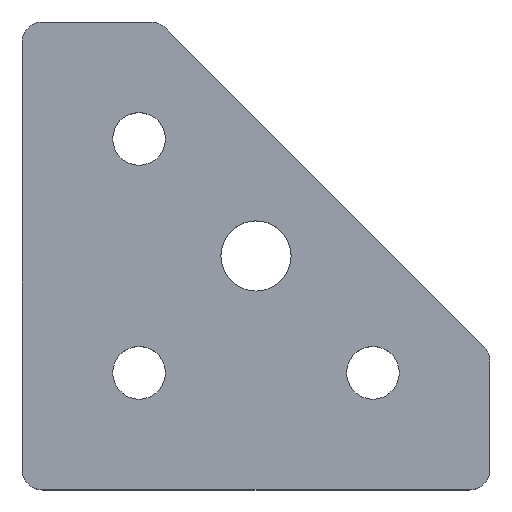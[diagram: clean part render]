
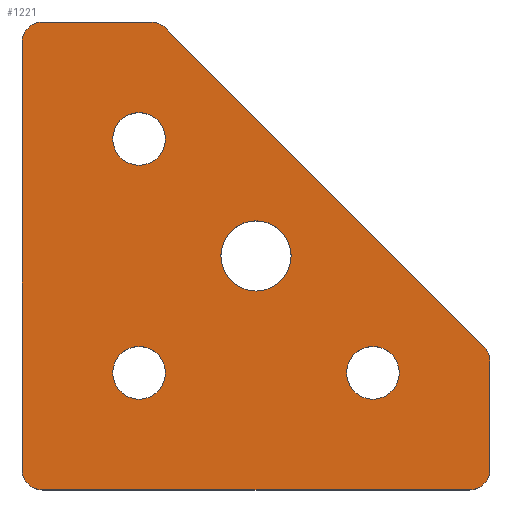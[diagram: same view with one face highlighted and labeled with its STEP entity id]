
A CAD part, top view. The second image highlights one B-rep face of the part: STEP entity #1221.
In plain terms, the highlighted planar face has unit normal (0, 0, 1).
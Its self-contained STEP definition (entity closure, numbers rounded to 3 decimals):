
#132=CARTESIAN_POINT('',(20.,-24.5,70.0));
#133=VERTEX_POINT('',#132);
#149=CARTESIAN_POINT('',(20.,-15.5,70.0));
#150=VERTEX_POINT('',#149);
#157=CARTESIAN_POINT('',(20.,-20.0,70.0));
#158=DIRECTION('',(0.0,0.0,-1.0));
#159=DIRECTION('',(0.0,-1.0,0.0));
#160=AXIS2_PLACEMENT_3D('',#157,#158,#159);
#161=CIRCLE('',#160,4.5);
#162=EDGE_CURVE('',#133,#150,#161,.T.);
#216=CARTESIAN_POINT('',(-20.0,-24.5,70.0));
#217=VERTEX_POINT('',#216);
#233=CARTESIAN_POINT('',(-20.,-15.5,70.0));
#234=VERTEX_POINT('',#233);
#241=CARTESIAN_POINT('',(-20.0,-20.,70.0));
#242=DIRECTION('',(0.0,0.0,-1.0));
#243=DIRECTION('',(0.0,-1.0,0.0));
#244=AXIS2_PLACEMENT_3D('',#241,#242,#243);
#245=CIRCLE('',#244,4.5);
#246=EDGE_CURVE('',#217,#234,#245,.T.);
#300=CARTESIAN_POINT('',(-20.,15.5,70.0));
#301=VERTEX_POINT('',#300);
#317=CARTESIAN_POINT('',(-20.,24.5,70.0));
#318=VERTEX_POINT('',#317);
#325=CARTESIAN_POINT('',(-20.,20.0,70.0));
#326=DIRECTION('',(0.0,0.0,-1.0));
#327=DIRECTION('',(0.0,-1.0,0.0));
#328=AXIS2_PLACEMENT_3D('',#325,#326,#327);
#329=CIRCLE('',#328,4.5);
#330=EDGE_CURVE('',#301,#318,#329,.T.);
#384=CARTESIAN_POINT('',(0.,-6.,70.0));
#385=VERTEX_POINT('',#384);
#401=CARTESIAN_POINT('',(0.,6.,70.0));
#402=VERTEX_POINT('',#401);
#409=CARTESIAN_POINT('',(0.0,0.0,70.0));
#410=DIRECTION('',(0.0,0.0,-1.0));
#411=DIRECTION('',(0.0,-1.0,0.0));
#412=AXIS2_PLACEMENT_3D('',#409,#410,#411);
#413=CIRCLE('',#412,6.);
#414=EDGE_CURVE('',#385,#402,#413,.T.);
#599=CARTESIAN_POINT('',(38.975,-15.499,70.0));
#600=VERTEX_POINT('',#599);
#601=CARTESIAN_POINT('',(40.,-17.974,70.0));
#602=VERTEX_POINT('',#601);
#603=CARTESIAN_POINT('',(36.5,-17.974,70.0));
#604=DIRECTION('',(0.,0.,-1.0));
#605=DIRECTION('',(0.924,0.383,0.));
#606=AXIS2_PLACEMENT_3D('',#603,#604,#605);
#607=CIRCLE('',#606,3.5);
#608=EDGE_CURVE('',#600,#602,#607,.T.);
#675=CARTESIAN_POINT('',(40.,-36.5,70.0));
#676=VERTEX_POINT('',#675);
#677=CARTESIAN_POINT('',(36.5,-40.0,70.0));
#678=VERTEX_POINT('',#677);
#679=CARTESIAN_POINT('',(36.5,-36.5,70.0));
#680=DIRECTION('',(0.,0.,-1.));
#681=DIRECTION('',(0.707,-0.707,0.));
#682=AXIS2_PLACEMENT_3D('',#679,#680,#681);
#683=CIRCLE('',#682,3.5);
#684=EDGE_CURVE('',#676,#678,#683,.T.);
#729=CARTESIAN_POINT('',(-17.974,40.,70.0));
#730=VERTEX_POINT('',#729);
#731=CARTESIAN_POINT('',(-15.499,38.975,70.0));
#732=VERTEX_POINT('',#731);
#733=CARTESIAN_POINT('',(-17.974,36.5,70.0));
#734=DIRECTION('',(0.,0.,-1.0));
#735=DIRECTION('',(0.383,0.924,0.));
#736=AXIS2_PLACEMENT_3D('',#733,#734,#735);
#737=CIRCLE('',#736,3.5);
#738=EDGE_CURVE('',#730,#732,#737,.T.);
#783=CARTESIAN_POINT('',(-36.5,-40.,70.0));
#784=VERTEX_POINT('',#783);
#785=CARTESIAN_POINT('',(-40.0,-36.5,70.0));
#786=VERTEX_POINT('',#785);
#787=CARTESIAN_POINT('',(-36.5,-36.5,70.0));
#788=DIRECTION('',(0.,0.,-1.));
#789=DIRECTION('',(-0.707,-0.707,0.));
#790=AXIS2_PLACEMENT_3D('',#787,#788,#789);
#791=CIRCLE('',#790,3.5);
#792=EDGE_CURVE('',#784,#786,#791,.T.);
#837=CARTESIAN_POINT('',(-40.,36.5,70.0));
#838=VERTEX_POINT('',#837);
#839=CARTESIAN_POINT('',(-36.5,40.0,70.0));
#840=VERTEX_POINT('',#839);
#841=CARTESIAN_POINT('',(-36.5,36.5,70.0));
#842=DIRECTION('',(0.,0.,-1.));
#843=DIRECTION('',(-0.707,0.707,0.));
#844=AXIS2_PLACEMENT_3D('',#841,#842,#843);
#845=CIRCLE('',#844,3.5);
#846=EDGE_CURVE('',#838,#840,#845,.T.);
#872=CARTESIAN_POINT('',(38.975,-15.499,70.0));
#873=DIRECTION('',(-0.707,0.707,0.0));
#874=VECTOR('',#873,77.038);
#875=LINE('',#872,#874);
#876=EDGE_CURVE('',#600,#732,#875,.T.);
#889=CARTESIAN_POINT('',(-17.974,40.,70.0));
#890=DIRECTION('',(-1.0,0.0,0.0));
#891=VECTOR('',#890,18.526);
#892=LINE('',#889,#891);
#893=EDGE_CURVE('',#730,#840,#892,.T.);
#906=CARTESIAN_POINT('',(-40.,36.5,70.0));
#907=DIRECTION('',(0.0,-1.0,0.0));
#908=VECTOR('',#907,73.0);
#909=LINE('',#906,#908);
#910=EDGE_CURVE('',#838,#786,#909,.T.);
#974=CARTESIAN_POINT('',(0.0,0.0,70.0));
#975=DIRECTION('',(0.0,0.0,-1.0));
#976=DIRECTION('',(0.0,-1.0,0.0));
#977=AXIS2_PLACEMENT_3D('',#974,#975,#976);
#978=CIRCLE('',#977,6.);
#979=EDGE_CURVE('',#402,#385,#978,.T.);
#1030=CARTESIAN_POINT('',(-20.,20.0,70.0));
#1031=DIRECTION('',(0.0,0.0,-1.0));
#1032=DIRECTION('',(0.0,-1.0,0.0));
#1033=AXIS2_PLACEMENT_3D('',#1030,#1031,#1032);
#1034=CIRCLE('',#1033,4.5);
#1035=EDGE_CURVE('',#318,#301,#1034,.T.);
#1086=CARTESIAN_POINT('',(-20.0,-20.,70.0));
#1087=DIRECTION('',(0.0,0.0,-1.0));
#1088=DIRECTION('',(0.0,-1.0,0.0));
#1089=AXIS2_PLACEMENT_3D('',#1086,#1087,#1088);
#1090=CIRCLE('',#1089,4.5);
#1091=EDGE_CURVE('',#234,#217,#1090,.T.);
#1142=CARTESIAN_POINT('',(20.,-20.0,70.0));
#1143=DIRECTION('',(0.0,0.0,-1.0));
#1144=DIRECTION('',(0.0,-1.0,0.0));
#1145=AXIS2_PLACEMENT_3D('',#1142,#1143,#1144);
#1146=CIRCLE('',#1145,4.5);
#1147=EDGE_CURVE('',#150,#133,#1146,.T.);
#1160=CARTESIAN_POINT('',(-36.5,-40.,70.0));
#1161=DIRECTION('',(1.0,0.0,0.0));
#1162=VECTOR('',#1161,73.0);
#1163=LINE('',#1160,#1162);
#1164=EDGE_CURVE('',#784,#678,#1163,.T.);
#1177=CARTESIAN_POINT('',(40.,-36.5,70.0));
#1178=DIRECTION('',(0.0,1.0,0.0));
#1179=VECTOR('',#1178,18.526);
#1180=LINE('',#1177,#1179);
#1181=EDGE_CURVE('',#676,#602,#1180,.T.);
#1188=CARTESIAN_POINT('',(-3.305,-3.305,70.0));
#1189=DIRECTION('',(0.0,0.0,-1.0));
#1190=DIRECTION('',(0.0,1.0,0.0));
#1191=AXIS2_PLACEMENT_3D('',#1188,#1189,#1190);
#1192=PLANE('',#1191);
#1193=ORIENTED_EDGE('',*,*,#608,.F.);
#1194=ORIENTED_EDGE('',*,*,#876,.T.);
#1195=ORIENTED_EDGE('',*,*,#738,.F.);
#1196=ORIENTED_EDGE('',*,*,#893,.T.);
#1197=ORIENTED_EDGE('',*,*,#846,.F.);
#1198=ORIENTED_EDGE('',*,*,#910,.T.);
#1199=ORIENTED_EDGE('',*,*,#792,.F.);
#1200=ORIENTED_EDGE('',*,*,#1164,.T.);
#1201=ORIENTED_EDGE('',*,*,#684,.F.);
#1202=ORIENTED_EDGE('',*,*,#1181,.T.);
#1203=EDGE_LOOP('',(#1193,#1194,#1195,#1196,#1197,#1198,#1199,#1200,#1201,#1202));
#1204=FACE_OUTER_BOUND('',#1203,.T.);
#1205=ORIENTED_EDGE('',*,*,#979,.T.);
#1206=ORIENTED_EDGE('',*,*,#414,.T.);
#1207=EDGE_LOOP('',(#1205,#1206));
#1208=FACE_BOUND('',#1207,.T.);
#1209=ORIENTED_EDGE('',*,*,#1035,.T.);
#1210=ORIENTED_EDGE('',*,*,#330,.T.);
#1211=EDGE_LOOP('',(#1209,#1210));
#1212=FACE_BOUND('',#1211,.T.);
#1213=ORIENTED_EDGE('',*,*,#1091,.T.);
#1214=ORIENTED_EDGE('',*,*,#246,.T.);
#1215=EDGE_LOOP('',(#1213,#1214));
#1216=FACE_BOUND('',#1215,.T.);
#1217=ORIENTED_EDGE('',*,*,#1147,.T.);
#1218=ORIENTED_EDGE('',*,*,#162,.T.);
#1219=EDGE_LOOP('',(#1217,#1218));
#1220=FACE_BOUND('',#1219,.T.);
#1221=ADVANCED_FACE('',(#1204,#1208,#1212,#1216,#1220),#1192,.F.);
